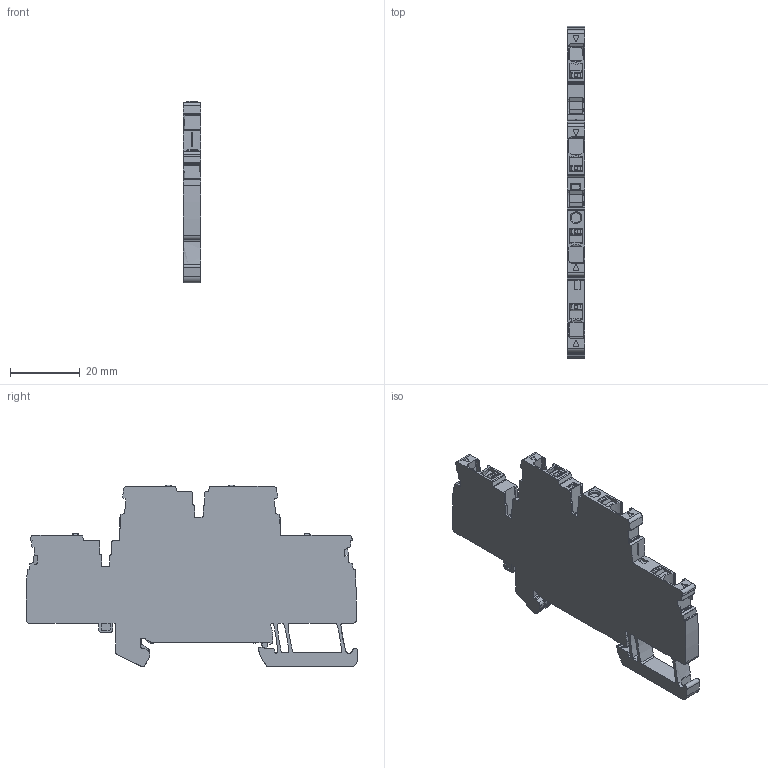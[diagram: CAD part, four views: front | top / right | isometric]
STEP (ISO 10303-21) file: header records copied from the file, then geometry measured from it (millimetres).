
FILE_DESCRIPTION(('CATIA V5 STEP Exchange','CAx-IF Rec.Pracs.--- Model Styling and Organization---1.5--- 2016-08-15','CAx-IF Rec.Pracs.---Supplemental Geometry---1.0---2011-11-01','CAx-IF Rec.Pracs.--- Composite Materials ---1.1---2010-07-15'),'2;1');
FILE_NAME ('1482430-4_2_2902460000_2902460000.stp','2024-05-31T06:02:53+00:00',('none'),('Weidmueller'),'CATIA Version 5-6 Release 2022 SP4 HF5','CATIA V5 STEP AP214 v3','none');
FILE_SCHEMA(('AUTOMOTIVE_DESIGN { 1 0 10303 214 1 1 1 1 }'));
Length unit declared in the file: millimetre
Products named in the file (1): 2902460000
Bounding box: 5.1 x 94.93 x 52 mm (x, y, z)
Volume: 16052.9 mm3; surface area: 9698.4 mm2
Topology: 1 solids, 2 shells, 882 faces, 2499 edges, 1642 vertices
Faces by surface type: plane 442, cylinder 378, bspline 41, cone 14, torus 4, sphere 3
Entity records: 32679 total; most frequent: CARTESIAN_POINT 10194, ORIENTED_EDGE 4994, DIRECTION 3585, EDGE_CURVE 2497, VERTEX_POINT 1642, VECTOR 1544, LINE 1544, AXIS2_PLACEMENT_3D 1323
